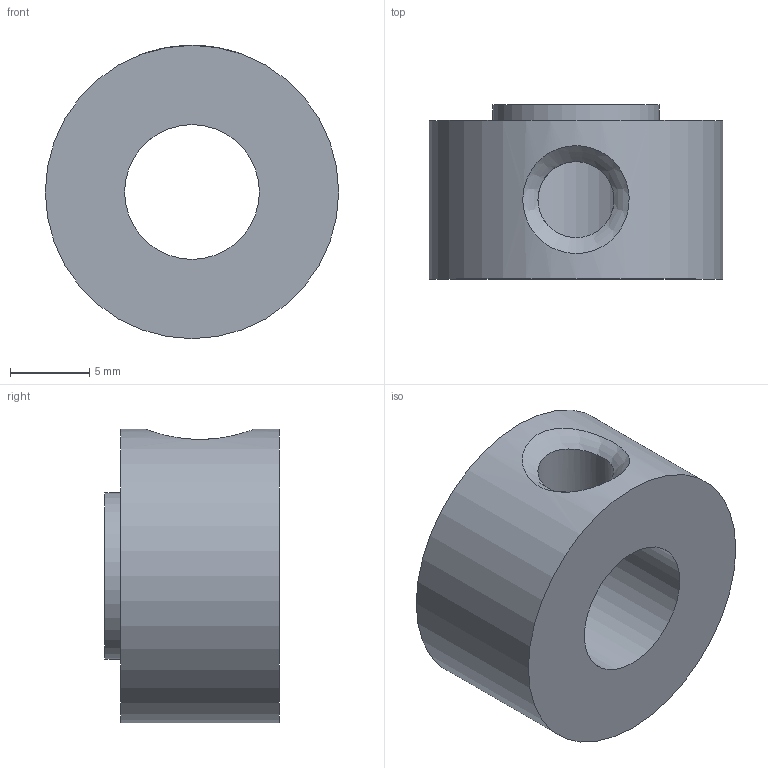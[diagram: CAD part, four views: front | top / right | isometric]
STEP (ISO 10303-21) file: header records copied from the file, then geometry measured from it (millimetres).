
FILE_DESCRIPTION(/* description */ (''),/* implementation_level */ '2;1');
FILE_NAME(/* name */ 'shaft_collar v6.step',/* time_stamp */ '2021-11-28T17:25:06+01:00',/* author */ (''),/* organization */ (''),/* preprocessor_version */ 'ST-DEVELOPER v18.1',/* originating_system */ 'Autodesk Translation Framework v10.10.0.1391',/* authorisation */ '');
FILE_SCHEMA (('AUTOMOTIVE_DESIGN { 1 0 10303 214 3 1 1 }'));
Length unit declared in the file: millimetre
Products named in the file (1): shaft_collar
Bounding box: 18.5 x 11 x 18.5 mm (x, y, z)
Volume: 2049.7 mm3; surface area: 1363.6 mm2
Topology: 1 solids, 1 shells, 8 faces, 15 edges, 10 vertices
Faces by surface type: cylinder 4, plane 3, bspline 1
Full cylindrical faces by diameter (mm): 4.8 x1, 8.5 x1, 10.5 x1, 18.5 x1
Entity records: 376 total; most frequent: CARTESIAN_POINT 175, DIRECTION 33, ORIENTED_EDGE 30, EDGE_CURVE 15, AXIS2_PLACEMENT_3D 14, EDGE_LOOP 13, VERTEX_POINT 10, FACE_OUTER_BOUND 8
